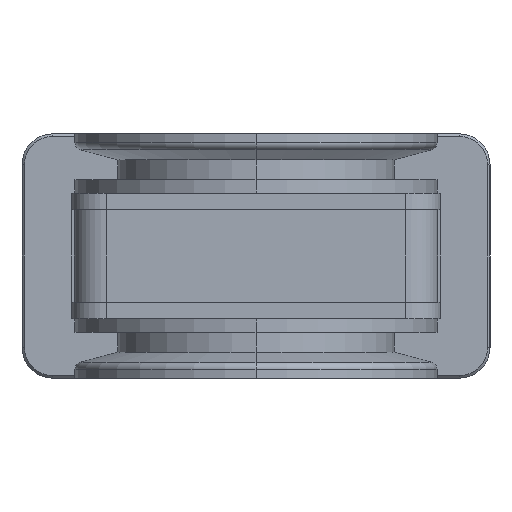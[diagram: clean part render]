
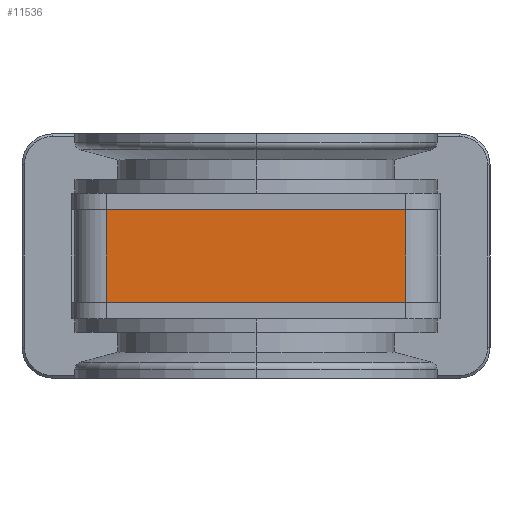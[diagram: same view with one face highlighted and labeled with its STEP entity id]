
A CAD part, front view. The second image highlights one B-rep face of the part: STEP entity #11536.
In plain terms, the highlighted planar face has unit normal (0, -1, 0).
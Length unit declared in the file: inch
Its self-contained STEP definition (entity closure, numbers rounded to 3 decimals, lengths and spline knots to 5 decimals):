
#65=DIRECTION('',(-1.,0.,0.));
#66=VECTOR('',#65,2.437);
#67=CARTESIAN_POINT('',(1.2185,-1.482,-0.3775));
#68=LINE('',#67,#66);
#161=DIRECTION('',(-1.,0.,0.));
#162=VECTOR('',#161,2.437);
#163=CARTESIAN_POINT('',(1.2185,-1.482,0.3775));
#164=LINE('',#163,#162);
#4917=DIRECTION('',(0.,0.,1.));
#4918=VECTOR('',#4917,0.755);
#4919=CARTESIAN_POINT('',(-1.2185,-1.482,-0.3775));
#4920=LINE('',#4919,#4918);
#4921=DIRECTION('',(0.,0.,1.));
#4922=VECTOR('',#4921,0.755);
#4923=CARTESIAN_POINT('',(1.2185,-1.482,-0.3775));
#4924=LINE('',#4923,#4922);
#5375=CARTESIAN_POINT('',(1.2185,-1.482,-0.3775));
#5376=VERTEX_POINT('',#5375);
#5377=CARTESIAN_POINT('',(-1.2185,-1.482,-0.3775));
#5378=VERTEX_POINT('',#5377);
#5391=CARTESIAN_POINT('',(1.2185,-1.482,0.3775));
#5392=VERTEX_POINT('',#5391);
#5393=CARTESIAN_POINT('',(-1.2185,-1.482,0.3775));
#5394=VERTEX_POINT('',#5393);
#11524=CARTESIAN_POINT('',(1.2185,-1.482,-0.3775));
#11525=DIRECTION('',(0.,1.,0.));
#11526=DIRECTION('',(-1.,0.,0.));
#11527=AXIS2_PLACEMENT_3D('',#11524,#11525,#11526);
#11528=PLANE('',#11527);
#11529=ORIENTED_EDGE('',*,*,#5961,.T.);
#11530=ORIENTED_EDGE('',*,*,#11519,.T.);
#11531=ORIENTED_EDGE('',*,*,#6084,.F.);
#11533=ORIENTED_EDGE('',*,*,#11532,.F.);
#11534=EDGE_LOOP('',(#11529,#11530,#11531,#11533));
#11535=FACE_OUTER_BOUND('',#11534,.F.);
#5961=EDGE_CURVE('',#5376,#5378,#68,.T.);
#6084=EDGE_CURVE('',#5392,#5394,#164,.T.);
#11519=EDGE_CURVE('',#5378,#5394,#4920,.T.);
#11532=EDGE_CURVE('',#5376,#5392,#4924,.T.);
#11536=ADVANCED_FACE('',(#11535),#11528,.F.);
